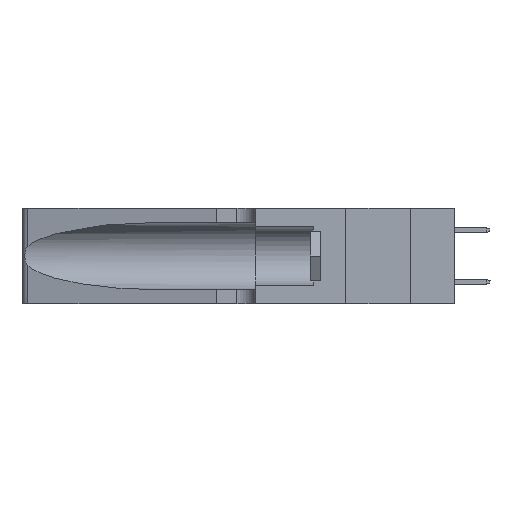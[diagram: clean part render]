
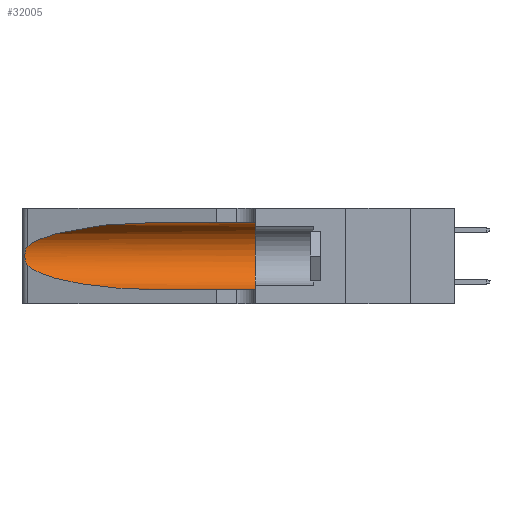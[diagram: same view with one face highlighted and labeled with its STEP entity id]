
A CAD part, left-side view. The second image highlights one B-rep face of the part: STEP entity #32005.
In plain terms, the highlighted cylindrical face has radius 3.308 mm (diameter 6.617 mm), a partial arc.
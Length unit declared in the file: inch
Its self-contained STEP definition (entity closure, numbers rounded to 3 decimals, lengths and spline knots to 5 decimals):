
#57 = DIRECTION ( 'NONE',  ( 0., 0., -1. ) ) ;
#399 = CARTESIAN_POINT ( 'NONE',  ( 0.18966, 0.96281, 0.31525 ) ) ;
#1729 = ORIENTED_EDGE ( 'NONE', *, *, #1909, .T. ) ;
#1909 = EDGE_CURVE ( 'NONE', #6742, #23510, #30240, .T. ) ;
#2088 = CARTESIAN_POINT ( 'NONE',  ( 0.25856, 1.23593, 0.16098 ) ) ;
#2440 = CARTESIAN_POINT ( 'NONE',  ( 0.25789, 1.23486, 0.15765 ) ) ;
#2492 = CARTESIAN_POINT ( 'NONE',  ( 0.2373, 1.15595, 0.08982 ) ) ;
#2543 = CARTESIAN_POINT ( 'NONE',  ( 0.1305, 0.72297, 0.31525 ) ) ;
#2665 = VERTEX_POINT ( 'NONE', #28757 ) ;
#4285 = CARTESIAN_POINT ( 'NONE',  ( 0.1305, 1.61858, 0.31525 ) ) ;
#4754 = ORIENTED_EDGE ( 'NONE', *, *, #26877, .F. ) ;
#4850 = VECTOR ( 'NONE', #26970, 39.37008 ) ;
#5205 = CARTESIAN_POINT ( 'NONE',  ( 0.26017, 1.23833, 0.17102 ) ) ;
#5379 = CARTESIAN_POINT ( 'NONE',  ( 0.25639, 1.23186, 0.15144 ) ) ;
#5420 = DIRECTION ( 'NONE',  ( 0., -1., 0. ) ) ;
#5760 = LINE ( 'NONE', #11299, #4850 ) ;
#5927 = CARTESIAN_POINT ( 'NONE',  ( 0.1305, 1.61858, 0.185 ) ) ;
#6742 = VERTEX_POINT ( 'NONE', #23344 ) ;
#7002 = VERTEX_POINT ( 'NONE', #25042 ) ;
#7808 = CARTESIAN_POINT ( 'NONE',  ( 0.25555, 1.22993, 0.14849 ) ) ;
#7983 = CARTESIAN_POINT ( 'NONE',  ( 0.25639, 1.23184, 0.21858 ) ) ;
#8045 = VERTEX_POINT ( 'NONE', #2543 ) ;
#8323 = B_SPLINE_CURVE_WITH_KNOTS ( 'NONE', 3,
 ( #15225, #12814, #7983, #22996, #9865, #26070, #20732, #23501, #5205, #2088, #2440, #5379, #7808, #33817 ),
 .UNSPECIFIED., .F., .F.,
 ( 4, 2, 2, 2, 2, 2, 4 ),
 ( 0., 0.00027, 0.00053, 0.00107, 0.0016, 0.00187, 0.00214 ),
 .UNSPECIFIED. ) ;
#8541 = CARTESIAN_POINT ( 'NONE',  ( 0.25487, 1.22718, 0.14631 ) ) ;
#8698 = CARTESIAN_POINT ( 'NONE',  ( 0.2373, 1.15595, 0.28018 ) ) ;
#9865 = CARTESIAN_POINT ( 'NONE',  ( 0.25854, 1.2359, 0.20912 ) ) ;
#10551 = EDGE_CURVE ( 'NONE', #7002, #6742, #8323, .T. ) ;
#11044 = DIRECTION ( 'NONE',  ( 0., 0., 1. ) ) ;
#11193 = CARTESIAN_POINT ( 'NONE',  ( 0.1305, 0.35, 0.05475 ) ) ;
#11299 = CARTESIAN_POINT ( 'NONE',  ( 0.1305, 1.61858, 0.05475 ) ) ;
#11576 = EDGE_CURVE ( 'NONE', #23510, #26952, #5760, .T. ) ;
#12814 = CARTESIAN_POINT ( 'NONE',  ( 0.25555, 1.22994, 0.2215 ) ) ;
#13376 = CARTESIAN_POINT ( 'NONE',  ( 0.1305, 0.72297, 0.05475 ) ) ;
#14114 = EDGE_CURVE ( 'NONE', #8045, #7002, #18811, .T. ) ;
#14520 = CARTESIAN_POINT ( 'NONE',  ( 0.1305, 0.72297, 0.05475 ) ) ;
#14938 = AXIS2_PLACEMENT_3D ( 'NONE', #5927, #5420, #57 ) ;
#15225 = CARTESIAN_POINT ( 'NONE',  ( 0.25487, 1.22718, 0.22369 ) ) ;
#16468 = FACE_OUTER_BOUND ( 'NONE', #18001, .T. ) ;
#18001 = EDGE_LOOP ( 'NONE', ( #19264, #25637, #1729, #30184, #30605, #4754 ) ) ;
#18811 =( BOUNDED_CURVE ( )  B_SPLINE_CURVE ( 3, ( #24572, #399, #8698, #26628 ),
 .UNSPECIFIED., .F., .T. ) 
 B_SPLINE_CURVE_WITH_KNOTS ( ( 4, 4 ),
 ( 1.5708, 2.84003 ),
 .UNSPECIFIED. ) 
 CURVE ( )  GEOMETRIC_REPRESENTATION_ITEM ( )  RATIONAL_B_SPLINE_CURVE ( ( 1., 0.87, 0.87, 1. ) ) 
 REPRESENTATION_ITEM ( '' )  );
#19264 = ORIENTED_EDGE ( 'NONE', *, *, #14114, .T. ) ;
#20732 = CARTESIAN_POINT ( 'NONE',  ( 0.26075, 1.23896, 0.19203 ) ) ;
#20843 = VECTOR ( 'NONE', #33923, 39.37008 ) ;
#21652 = CIRCLE ( 'NONE', #22217, 0.13025 ) ;
#22217 = AXIS2_PLACEMENT_3D ( 'NONE', #23981, #27229, #11044 ) ;
#22383 = EDGE_CURVE ( 'NONE', #2665, #26952, #21652, .T. ) ;
#22996 = CARTESIAN_POINT ( 'NONE',  ( 0.25787, 1.23484, 0.2124 ) ) ;
#23344 = CARTESIAN_POINT ( 'NONE',  ( 0.25487, 1.22718, 0.14631 ) ) ;
#23452 = LINE ( 'NONE', #4285, #20843 ) ;
#23501 = CARTESIAN_POINT ( 'NONE',  ( 0.26075, 1.23896, 0.178 ) ) ;
#23510 = VERTEX_POINT ( 'NONE', #14520 ) ;
#23981 = CARTESIAN_POINT ( 'NONE',  ( 0.1305, 0.35, 0.185 ) ) ;
#24572 = CARTESIAN_POINT ( 'NONE',  ( 0.1305, 0.72297, 0.31525 ) ) ;
#25042 = CARTESIAN_POINT ( 'NONE',  ( 0.25487, 1.22718, 0.22369 ) ) ;
#25637 = ORIENTED_EDGE ( 'NONE', *, *, #10551, .T. ) ;
#26070 = CARTESIAN_POINT ( 'NONE',  ( 0.26018, 1.23835, 0.19895 ) ) ;
#26628 = CARTESIAN_POINT ( 'NONE',  ( 0.25487, 1.22718, 0.22369 ) ) ;
#26877 = EDGE_CURVE ( 'NONE', #8045, #2665, #23452, .T. ) ;
#26952 = VERTEX_POINT ( 'NONE', #11193 ) ;
#26970 = DIRECTION ( 'NONE',  ( 0., -1., 0. ) ) ;
#27229 = DIRECTION ( 'NONE',  ( 0., 1., 0. ) ) ;
#28757 = CARTESIAN_POINT ( 'NONE',  ( 0.1305, 0.35, 0.31525 ) ) ;
#29034 = CYLINDRICAL_SURFACE ( 'NONE', #14938, 0.13025 ) ;
#30184 = ORIENTED_EDGE ( 'NONE', *, *, #11576, .T. ) ;
#30240 =( BOUNDED_CURVE ( )  B_SPLINE_CURVE ( 3, ( #8541, #2492, #31780, #13376 ),
 .UNSPECIFIED., .F., .F. ) 
 B_SPLINE_CURVE_WITH_KNOTS ( ( 4, 4 ),
 ( 3.44316, 4.71239 ),
 .UNSPECIFIED. ) 
 CURVE ( )  GEOMETRIC_REPRESENTATION_ITEM ( )  RATIONAL_B_SPLINE_CURVE ( ( 1., 0.87, 0.87, 1. ) ) 
 REPRESENTATION_ITEM ( '' )  );
#30605 = ORIENTED_EDGE ( 'NONE', *, *, #22383, .F. ) ;
#31780 = CARTESIAN_POINT ( 'NONE',  ( 0.18966, 0.96281, 0.05475 ) ) ;
#32005 = ADVANCED_FACE ( 'NONE', ( #16468 ), #29034, .F. ) ;
#33817 = CARTESIAN_POINT ( 'NONE',  ( 0.25487, 1.22718, 0.14631 ) ) ;
#33923 = DIRECTION ( 'NONE',  ( 0., -1., 0. ) ) ;
